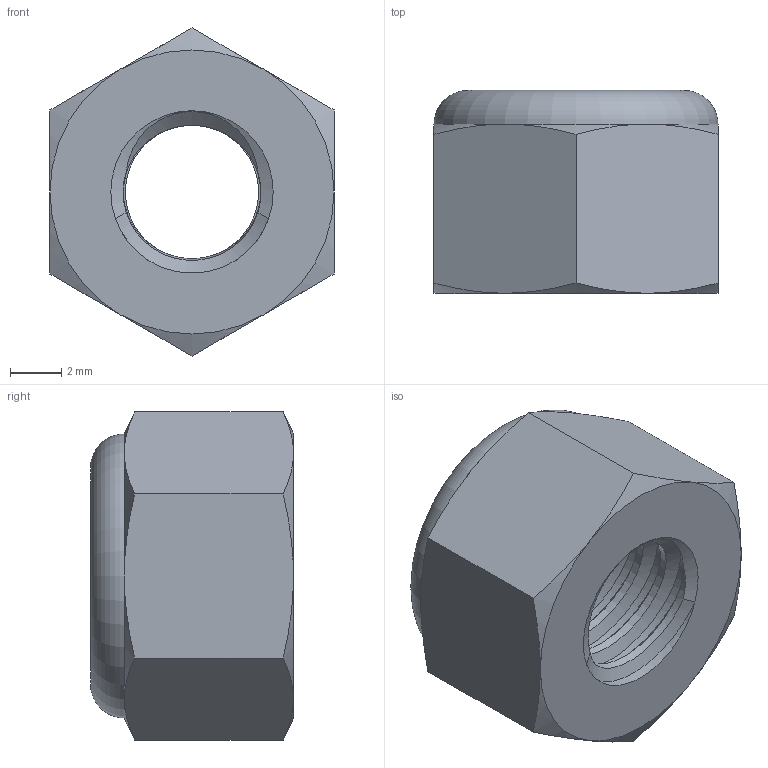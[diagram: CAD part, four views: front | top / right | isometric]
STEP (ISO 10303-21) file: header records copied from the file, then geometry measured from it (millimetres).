
FILE_DESCRIPTION(/* description */ (''),/* implementation_level */ '2;1');
FILE_NAME(/* name */ 'HW-00047-02_ASM_1_ASM.stp',/* time_stamp */ '2017-01-08T14:08:21-05:00',/* author */ ('jeff1'),/* organization */ (''),/* preprocessor_version */ 'ST-DEVELOPER v16.5',/* originating_system */ 'Autodesk Inventor 2017',/* authorisation */ '');
FILE_SCHEMA (('AUTOMOTIVE_DESIGN { 1 0 10303 214 3 1 1 }'));
Length unit declared in the file: inch
Products named in the file (4): HW-00047-02_ASM_1_ASM; NYLOC_NUT_ASM_1_ASM; NYLOC_NUT_1_1; NYLOC_NUT_2_1
Assembly tree (3 placements, depth 3):
  HW-00047-02_ASM_1_ASM
    NYLOC_NUT_ASM_1_ASM
      NYLOC_NUT_1_1
      NYLOC_NUT_2_1
Bounding box: 11.11 x 7.94 x 12.83 mm (x, y, z)
Volume: 599.1 mm3; surface area: 910.2 mm2
Topology: 2 solids, 2 shells, 55 faces, 124 edges, 75 vertices
Faces by surface type: cone 25, cylinder 15, plane 12, torus 3
Full cylindrical faces by diameter (mm): 5.22 x1, 5.387 x4, 6.35 x5, 6.843 x1
Entity records: 1754 total; most frequent: CARTESIAN_POINT 654, DIRECTION 216, ORIENTED_EDGE 180, AXIS2_PLACEMENT_3D 105, EDGE_CURVE 90, EDGE_LOOP 84, VERTEX_POINT 64, FACE_OUTER_BOUND 55
